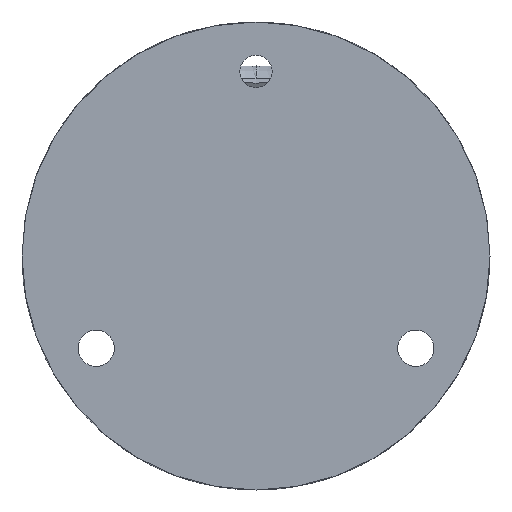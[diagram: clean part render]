
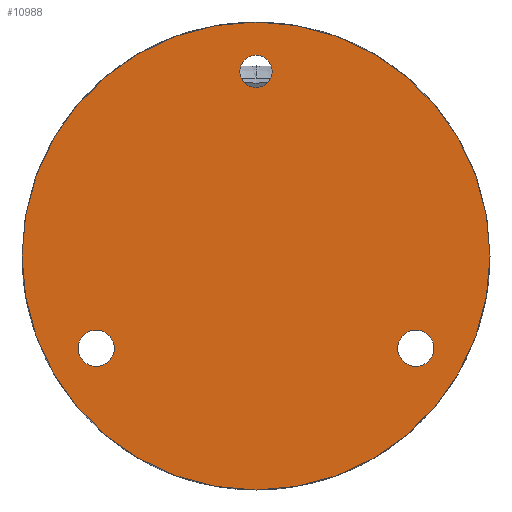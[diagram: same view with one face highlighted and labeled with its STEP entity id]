
A CAD part, front view. The second image highlights one B-rep face of the part: STEP entity #10988.
In plain terms, the highlighted planar face has unit normal (0, -1, 0).
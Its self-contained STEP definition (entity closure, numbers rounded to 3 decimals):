
#3901=CARTESIAN_POINT('',(-24.249,0.,-14.));
#3902=DIRECTION('',(0.,-1.,0.));
#3903=DIRECTION('',(-1.,0.,0.));
#3904=AXIS2_PLACEMENT_3D('',#3901,#3902,#3903);
#3906=CARTESIAN_POINT('',(-24.249,0.,-14.));
#3907=DIRECTION('',(0.,-1.,0.));
#3908=DIRECTION('',(1.,0.,0.));
#3909=AXIS2_PLACEMENT_3D('',#3906,#3907,#3908);
#3911=CARTESIAN_POINT('',(24.249,0.,-14.));
#3912=DIRECTION('',(0.,-1.,0.));
#3913=DIRECTION('',(-1.,0.,0.));
#3914=AXIS2_PLACEMENT_3D('',#3911,#3912,#3913);
#3916=CARTESIAN_POINT('',(24.249,0.,-14.));
#3917=DIRECTION('',(0.,-1.,0.));
#3918=DIRECTION('',(1.,0.,0.));
#3919=AXIS2_PLACEMENT_3D('',#3916,#3917,#3918);
#3921=CARTESIAN_POINT('',(0.,0.,28.));
#3922=DIRECTION('',(0.,-1.,0.));
#3923=DIRECTION('',(-1.,0.,0.));
#3924=AXIS2_PLACEMENT_3D('',#3921,#3922,#3923);
#3926=CARTESIAN_POINT('',(0.,0.,28.));
#3927=DIRECTION('',(0.,-1.,0.));
#3928=DIRECTION('',(1.,0.,0.));
#3929=AXIS2_PLACEMENT_3D('',#3926,#3927,#3928);
#3931=CARTESIAN_POINT('',(0.,0.,0.));
#3932=DIRECTION('',(0.,1.,0.));
#3933=DIRECTION('',(-1.,0.,0.));
#3934=AXIS2_PLACEMENT_3D('',#3931,#3932,#3933);
#3936=CARTESIAN_POINT('',(0.,0.,0.));
#3937=DIRECTION('',(0.,1.,0.));
#3938=DIRECTION('',(1.,0.,0.));
#3939=AXIS2_PLACEMENT_3D('',#3936,#3937,#3938);
#4864=CARTESIAN_POINT('',(-35.5,0.,0.));
#4866=VERTEX_POINT('',#4864);
#4867=CARTESIAN_POINT('',(35.5,0.,0.));
#4868=VERTEX_POINT('',#4867);
#5215=CARTESIAN_POINT('',(21.499,0.,-14.));
#5216=CARTESIAN_POINT('',(26.999,0.,-14.));
#5217=VERTEX_POINT('',#5215);
#5218=VERTEX_POINT('',#5216);
#5219=CARTESIAN_POINT('',(-26.999,0.,-14.));
#5220=CARTESIAN_POINT('',(-21.499,0.,-14.));
#5221=VERTEX_POINT('',#5219);
#5222=VERTEX_POINT('',#5220);
#5223=CARTESIAN_POINT('',(-2.45,0.,28.));
#5224=CARTESIAN_POINT('',(2.45,0.,28.));
#5225=VERTEX_POINT('',#5223);
#5226=VERTEX_POINT('',#5224);
#10961=CARTESIAN_POINT('',(0.,0.,0.));
#10962=DIRECTION('',(0.,-1.,0.));
#10963=DIRECTION('',(-1.,0.,0.));
#10964=AXIS2_PLACEMENT_3D('',#10961,#10962,#10963);
#10965=PLANE('',#10964);
#10966=ORIENTED_EDGE('',*,*,#10247,.T.);
#10967=ORIENTED_EDGE('',*,*,#9898,.T.);
#10968=EDGE_LOOP('',(#10966,#10967));
#10969=FACE_OUTER_BOUND('',#10968,.F.);
#10971=ORIENTED_EDGE('',*,*,#10970,.T.);
#10973=ORIENTED_EDGE('',*,*,#10972,.T.);
#10974=EDGE_LOOP('',(#10971,#10973));
#10975=FACE_BOUND('',#10974,.F.);
#10977=ORIENTED_EDGE('',*,*,#10976,.T.);
#10979=ORIENTED_EDGE('',*,*,#10978,.T.);
#10980=EDGE_LOOP('',(#10977,#10979));
#10981=FACE_BOUND('',#10980,.F.);
#10983=ORIENTED_EDGE('',*,*,#10982,.T.);
#10985=ORIENTED_EDGE('',*,*,#10984,.T.);
#10986=EDGE_LOOP('',(#10983,#10985));
#10987=FACE_BOUND('',#10986,.F.);
#10988=ADVANCED_FACE('',(#10969,#10975,#10981,#10987),#10965,.T.);
#3905=CIRCLE('',#3904,2.75);
#3910=CIRCLE('',#3909,2.75);
#3915=CIRCLE('',#3914,2.75);
#3920=CIRCLE('',#3919,2.75);
#3925=CIRCLE('',#3924,2.45);
#3930=CIRCLE('',#3929,2.45);
#3935=CIRCLE('',#3934,35.5);
#3940=CIRCLE('',#3939,35.5);
#9898=EDGE_CURVE('',#4868,#4866,#3940,.T.);
#10247=EDGE_CURVE('',#4866,#4868,#3935,.T.);
#10970=EDGE_CURVE('',#5217,#5218,#3915,.T.);
#10972=EDGE_CURVE('',#5218,#5217,#3920,.T.);
#10976=EDGE_CURVE('',#5225,#5226,#3925,.T.);
#10978=EDGE_CURVE('',#5226,#5225,#3930,.T.);
#10982=EDGE_CURVE('',#5221,#5222,#3905,.T.);
#10984=EDGE_CURVE('',#5222,#5221,#3910,.T.);
